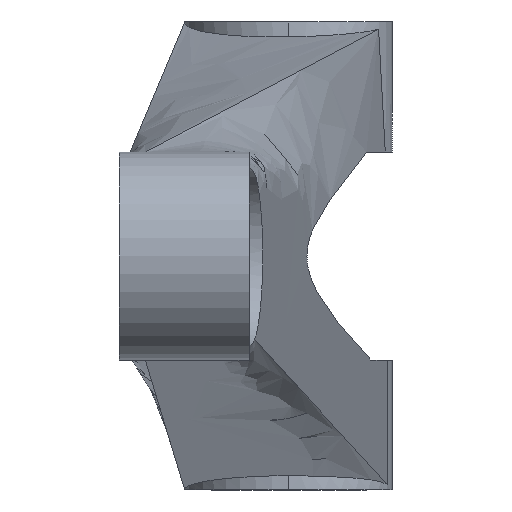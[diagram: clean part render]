
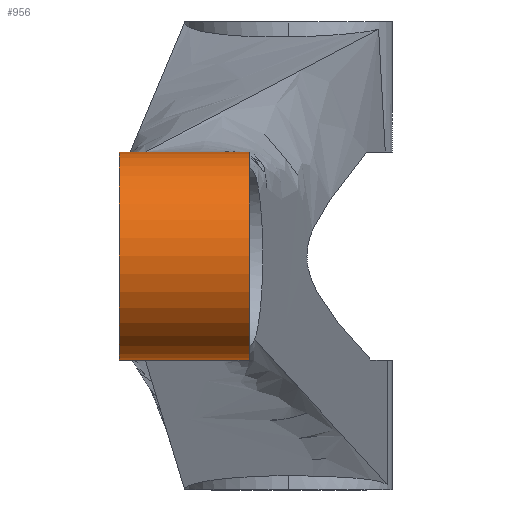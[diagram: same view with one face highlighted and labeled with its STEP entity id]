
A CAD part, left-side view. The second image highlights one B-rep face of the part: STEP entity #956.
In plain terms, the highlighted cylindrical face has radius 25.4 mm (diameter 50.8 mm), a partial arc.
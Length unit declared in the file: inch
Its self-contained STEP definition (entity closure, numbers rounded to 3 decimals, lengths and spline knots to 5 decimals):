
#19 = VECTOR ( 'NONE', #1259, 39.37008 ) ;
#50 = EDGE_CURVE ( 'NONE', #424, #634, #867, .T. ) ;
#105 = CARTESIAN_POINT ( 'NONE',  ( 0., 0.375, -1. ) ) ;
#130 = EDGE_CURVE ( 'NONE', #634, #986, #727, .T. ) ;
#181 = CIRCLE ( 'NONE', #1091, 1. ) ;
#193 = CARTESIAN_POINT ( 'NONE',  ( 0., 0.625, 0. ) ) ;
#211 = DIRECTION ( 'NONE',  ( 0., 0., 1. ) ) ;
#249 = VECTOR ( 'NONE', #1113, 39.37008 ) ;
#290 = VERTEX_POINT ( 'NONE', #559 ) ;
#324 = CARTESIAN_POINT ( 'NONE',  ( 0., 0.625, -1. ) ) ;
#340 = VERTEX_POINT ( 'NONE', #324 ) ;
#372 = VERTEX_POINT ( 'NONE', #1590 ) ;
#390 = AXIS2_PLACEMENT_3D ( 'NONE', #1006, #1495, #1147 ) ;
#398 = CARTESIAN_POINT ( 'NONE',  ( 0., 0.375, 1. ) ) ;
#424 = VERTEX_POINT ( 'NONE', #728 ) ;
#477 = DIRECTION ( 'NONE',  ( 0., 1., 0. ) ) ;
#490 = DIRECTION ( 'NONE',  ( 0., -1., 0. ) ) ;
#517 = VERTEX_POINT ( 'NONE', #105 ) ;
#549 = LINE ( 'NONE', #917, #19 ) ;
#559 = CARTESIAN_POINT ( 'NONE',  ( 0., 0.625, 1. ) ) ;
#608 = LINE ( 'NONE', #865, #249 ) ;
#609 = DIRECTION ( 'NONE',  ( 0., -1., 0. ) ) ;
#634 = VERTEX_POINT ( 'NONE', #683 ) ;
#649 = VECTOR ( 'NONE', #997, 39.37008 ) ;
#683 = CARTESIAN_POINT ( 'NONE',  ( 0., -0.625, -1. ) ) ;
#688 = FACE_OUTER_BOUND ( 'NONE', #1232, .T. ) ;
#711 = ORIENTED_EDGE ( 'NONE', *, *, #977, .F. ) ;
#721 = LINE ( 'NONE', #1336, #1211 ) ;
#727 = CIRCLE ( 'NONE', #390, 1. ) ;
#728 = CARTESIAN_POINT ( 'NONE',  ( 0., -0.375, -1. ) ) ;
#781 = EDGE_CURVE ( 'NONE', #290, #1350, #721, .T. ) ;
#806 = ORIENTED_EDGE ( 'NONE', *, *, #781, .F. ) ;
#842 = EDGE_CURVE ( 'NONE', #372, #986, #608, .T. ) ;
#856 = EDGE_CURVE ( 'NONE', #340, #517, #1493, .T. ) ;
#861 = LINE ( 'NONE', #1348, #1049 ) ;
#865 = CARTESIAN_POINT ( 'NONE',  ( 0., 0.625, 1. ) ) ;
#867 = LINE ( 'NONE', #1213, #649 ) ;
#911 = DIRECTION ( 'NONE',  ( 0., -1., 0. ) ) ;
#917 = CARTESIAN_POINT ( 'NONE',  ( 0., 0.375, 1. ) ) ;
#922 = ORIENTED_EDGE ( 'NONE', *, *, #842, .F. ) ;
#956 = ADVANCED_FACE ( 'NONE', ( #688 ), #1180, .T. ) ;
#961 = DIRECTION ( 'NONE',  ( 0., -1., 0. ) ) ;
#977 = EDGE_CURVE ( 'NONE', #340, #290, #181, .T. ) ;
#979 = CARTESIAN_POINT ( 'NONE',  ( 0., 0.625, 0. ) ) ;
#986 = VERTEX_POINT ( 'NONE', #1457 ) ;
#997 = DIRECTION ( 'NONE',  ( 0., -1., 0. ) ) ;
#1006 = CARTESIAN_POINT ( 'NONE',  ( 0., -0.625, 0. ) ) ;
#1049 = VECTOR ( 'NONE', #490, 39.37008 ) ;
#1066 = DIRECTION ( 'NONE',  ( 0., 0., -1. ) ) ;
#1084 = VECTOR ( 'NONE', #609, 39.37008 ) ;
#1091 = AXIS2_PLACEMENT_3D ( 'NONE', #979, #477, #211 ) ;
#1113 = DIRECTION ( 'NONE',  ( 0., -1., 0. ) ) ;
#1115 = CARTESIAN_POINT ( 'NONE',  ( 0., 0.625, -1. ) ) ;
#1147 = DIRECTION ( 'NONE',  ( 0., 0., 1. ) ) ;
#1180 = CYLINDRICAL_SURFACE ( 'NONE', #1220, 1. ) ;
#1211 = VECTOR ( 'NONE', #961, 39.37008 ) ;
#1213 = CARTESIAN_POINT ( 'NONE',  ( 0., 0.625, -1. ) ) ;
#1220 = AXIS2_PLACEMENT_3D ( 'NONE', #193, #911, #1066 ) ;
#1232 = EDGE_LOOP ( 'NONE', ( #806, #711, #1298, #1532, #1396, #1325, #922, #1375 ) ) ;
#1259 = DIRECTION ( 'NONE',  ( 0., -1., 0. ) ) ;
#1298 = ORIENTED_EDGE ( 'NONE', *, *, #856, .T. ) ;
#1325 = ORIENTED_EDGE ( 'NONE', *, *, #130, .T. ) ;
#1336 = CARTESIAN_POINT ( 'NONE',  ( 0., 0.625, 1. ) ) ;
#1348 = CARTESIAN_POINT ( 'NONE',  ( 0., 0.375, -1. ) ) ;
#1350 = VERTEX_POINT ( 'NONE', #398 ) ;
#1360 = EDGE_CURVE ( 'NONE', #517, #424, #861, .T. ) ;
#1375 = ORIENTED_EDGE ( 'NONE', *, *, #1477, .F. ) ;
#1396 = ORIENTED_EDGE ( 'NONE', *, *, #50, .T. ) ;
#1457 = CARTESIAN_POINT ( 'NONE',  ( 0., -0.625, 1. ) ) ;
#1477 = EDGE_CURVE ( 'NONE', #1350, #372, #549, .T. ) ;
#1493 = LINE ( 'NONE', #1115, #1084 ) ;
#1495 = DIRECTION ( 'NONE',  ( 0., 1., 0. ) ) ;
#1532 = ORIENTED_EDGE ( 'NONE', *, *, #1360, .T. ) ;
#1590 = CARTESIAN_POINT ( 'NONE',  ( 0., -0.34733, 1. ) ) ;
